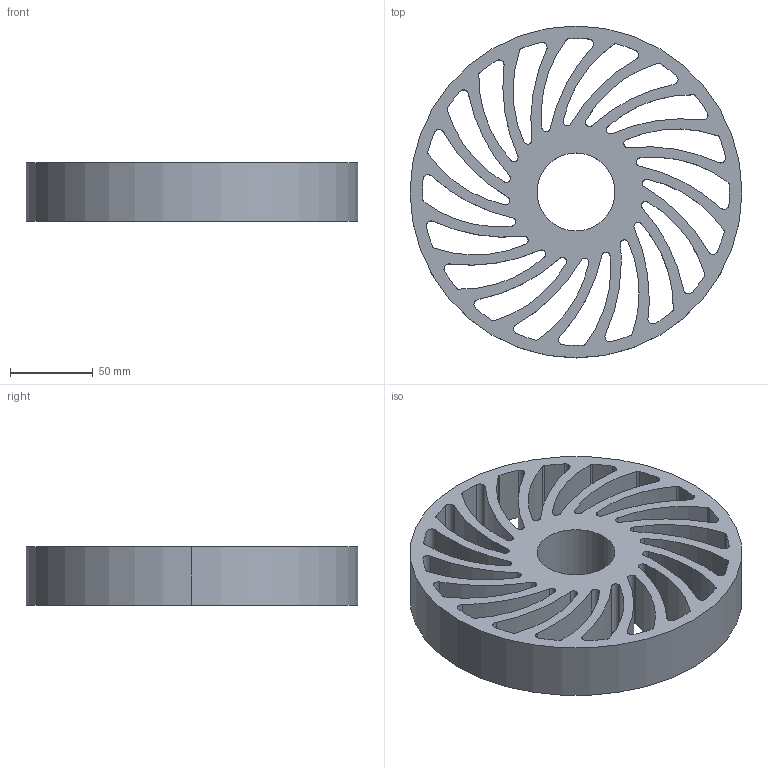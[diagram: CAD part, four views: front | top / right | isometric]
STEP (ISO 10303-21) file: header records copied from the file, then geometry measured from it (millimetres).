
FILE_DESCRIPTION (( 'STEP AP214' ), '1' );
FILE_NAME ('0030839.step', '2023-02-01T11:18:43', ( '' ), ( '' ), 'SwSTEP 2.0', 'SolidWorks 2020', '' );
FILE_SCHEMA (( 'AUTOMOTIVE_DESIGN' ));
Length unit declared in the file: millimetre
Products named in the file (1): 0030839
Bounding box: 200 x 200 x 35 mm (x, y, z)
Volume: 561143.6 mm3; surface area: 157057.5 mm2
Topology: 1 solids, 1 shells, 150 faces, 444 edges, 296 vertices
Faces by surface type: cylinder 148, plane 2
Entity records: 5322 total; most frequent: DIRECTION 1042, CARTESIAN_POINT 891, ORIENTED_EDGE 888, AXIS2_PLACEMENT_3D 447, EDGE_CURVE 444, VERTEX_POINT 296, CIRCLE 296, EDGE_LOOP 192
